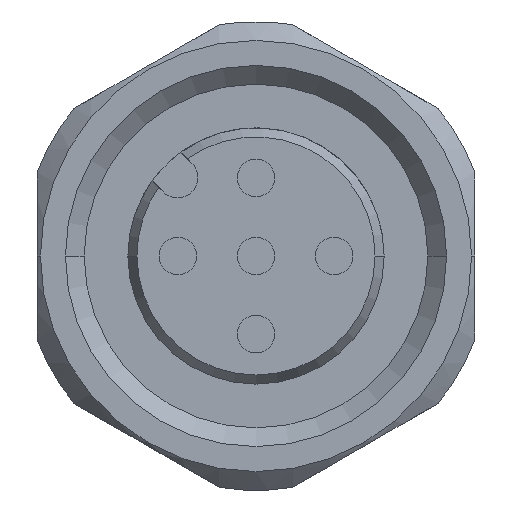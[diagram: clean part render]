
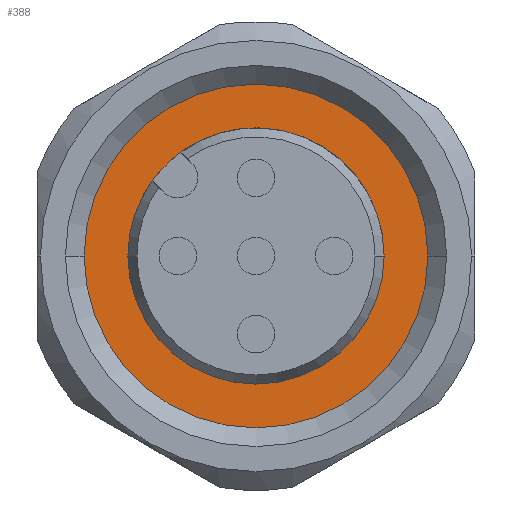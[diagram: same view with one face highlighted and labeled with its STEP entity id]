
A CAD part, left-side view. The second image highlights one B-rep face of the part: STEP entity #388.
In plain terms, the highlighted planar face has unit normal (-1, 0, 0).
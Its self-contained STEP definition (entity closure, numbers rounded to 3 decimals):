
#22 = AXIS2_PLACEMENT_3D ( 'NONE', #1790, #772, #1966 ) ;
#30 = CIRCLE ( 'NONE', #1136, 5.5 ) ;
#245 = FACE_OUTER_BOUND ( 'NONE', #1836, .T. ) ;
#378 = EDGE_CURVE ( 'NONE', #978, #1665, #2130, .T. ) ;
#388 = ADVANCED_FACE ( 'NONE', ( #245, #1452 ), #507, .T. ) ;
#393 = AXIS2_PLACEMENT_3D ( 'NONE', #487, #1498, #469 ) ;
#436 = CIRCLE ( 'NONE', #22, 5.5 ) ;
#469 = DIRECTION ( 'NONE',  ( 0., -1., 0. ) ) ;
#487 = CARTESIAN_POINT ( 'NONE',  ( -4.2, 0., 0. ) ) ;
#507 = PLANE ( 'NONE',  #1833 ) ;
#546 = CARTESIAN_POINT ( 'NONE',  ( -4.2, 4.1, 0. ) ) ;
#580 = ORIENTED_EDGE ( 'NONE', *, *, #1199, .T. ) ;
#646 = DIRECTION ( 'NONE',  ( -1., 0., 0. ) ) ;
#651 = DIRECTION ( 'NONE',  ( -1., 0., 0. ) ) ;
#664 = CARTESIAN_POINT ( 'NONE',  ( -4.2, 5.5, 0. ) ) ;
#745 = EDGE_CURVE ( 'NONE', #1665, #978, #1400, .T. ) ;
#764 = CARTESIAN_POINT ( 'NONE',  ( -4.2, 0., 0. ) ) ;
#772 = DIRECTION ( 'NONE',  ( -1., 0., 0. ) ) ;
#905 = AXIS2_PLACEMENT_3D ( 'NONE', #764, #931, #2106 ) ;
#931 = DIRECTION ( 'NONE',  ( 1., 0., 0. ) ) ;
#978 = VERTEX_POINT ( 'NONE', #982 ) ;
#982 = CARTESIAN_POINT ( 'NONE',  ( -4.2, -4.1, 0. ) ) ;
#1004 = EDGE_CURVE ( 'NONE', #1016, #2115, #30, .T. ) ;
#1016 = VERTEX_POINT ( 'NONE', #664 ) ;
#1055 = CARTESIAN_POINT ( 'NONE',  ( -4.2, -5.5, 0. ) ) ;
#1097 = ORIENTED_EDGE ( 'NONE', *, *, #378, .T. ) ;
#1136 = AXIS2_PLACEMENT_3D ( 'NONE', #1669, #646, #1835 ) ;
#1199 = EDGE_CURVE ( 'NONE', #2115, #1016, #436, .T. ) ;
#1343 = DIRECTION ( 'NONE',  ( 0., 0., 1. ) ) ;
#1400 = CIRCLE ( 'NONE', #905, 4.1 ) ;
#1452 = FACE_BOUND ( 'NONE', #1993, .T. ) ;
#1485 = ORIENTED_EDGE ( 'NONE', *, *, #745, .T. ) ;
#1498 = DIRECTION ( 'NONE',  ( 1., 0., 0. ) ) ;
#1665 = VERTEX_POINT ( 'NONE', #546 ) ;
#1669 = CARTESIAN_POINT ( 'NONE',  ( -4.2, 0., 0. ) ) ;
#1674 = CARTESIAN_POINT ( 'NONE',  ( -4.2, 0., -4.8 ) ) ;
#1790 = CARTESIAN_POINT ( 'NONE',  ( -4.2, 0., 0. ) ) ;
#1833 = AXIS2_PLACEMENT_3D ( 'NONE', #1674, #651, #1343 ) ;
#1835 = DIRECTION ( 'NONE',  ( 0., -1., 0. ) ) ;
#1836 = EDGE_LOOP ( 'NONE', ( #580, #1952 ) ) ;
#1952 = ORIENTED_EDGE ( 'NONE', *, *, #1004, .T. ) ;
#1966 = DIRECTION ( 'NONE',  ( 0., -1., 0. ) ) ;
#1993 = EDGE_LOOP ( 'NONE', ( #1097, #1485 ) ) ;
#2106 = DIRECTION ( 'NONE',  ( 0., -1., 0. ) ) ;
#2115 = VERTEX_POINT ( 'NONE', #1055 ) ;
#2130 = CIRCLE ( 'NONE', #393, 4.1 ) ;
